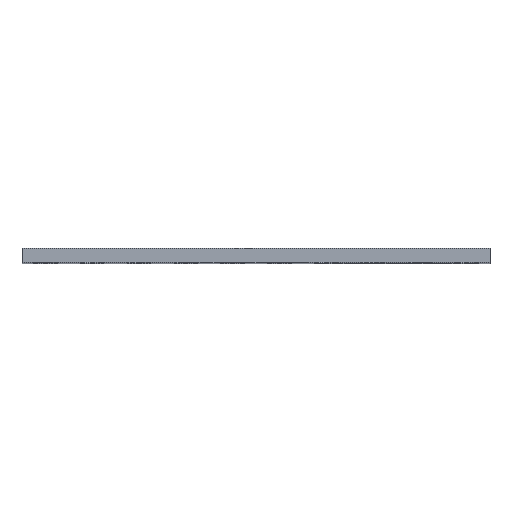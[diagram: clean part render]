
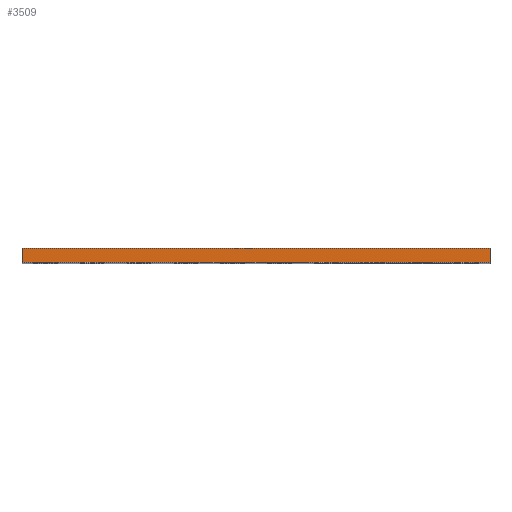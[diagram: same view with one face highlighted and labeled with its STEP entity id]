
A CAD part, top view. The second image highlights one B-rep face of the part: STEP entity #3509.
In plain terms, the highlighted planar face has unit normal (0, 0, 1).
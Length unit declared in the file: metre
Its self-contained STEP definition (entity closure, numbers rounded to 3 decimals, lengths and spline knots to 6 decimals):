
#957=ORIENTED_EDGE('',*,*,#1317,.F.);
#958=ORIENTED_EDGE('',*,*,#1686,.T.);
#959=ORIENTED_EDGE('',*,*,#1500,.T.);
#960=ORIENTED_EDGE('',*,*,#1697,.F.);
#1317=EDGE_CURVE('',#1703,#1704,#2069,.T.);
#1500=EDGE_CURVE('',#1887,#1886,#2075,.T.);
#1686=EDGE_CURVE('',#1703,#1887,#2084,.T.);
#1697=EDGE_CURVE('',#1704,#1886,#2095,.T.);
#1703=VERTEX_POINT('',#5352);
#1704=VERTEX_POINT('',#5354);
#1886=VERTEX_POINT('',#5719);
#1887=VERTEX_POINT('',#5721);
#2069=LINE('',#5353,#2101);
#2075=LINE('',#5720,#2107);
#2084=LINE('',#6089,#2116);
#2095=LINE('',#6110,#2127);
#2101=VECTOR('',#4240,1.);
#2107=VECTOR('',#4602,1.);
#2116=VECTOR('',#4971,1.);
#2127=VECTOR('',#5002,1.);
#2475=EDGE_LOOP('',(#957,#958,#959,#960));
#3153=FACE_BOUND('',#2475,.T.);
#3490=PLANE('',#4063);
#3509=ADVANCED_FACE('',(#3153),#3490,.F.);
#4063=AXIS2_PLACEMENT_3D('',#6109,#5000,#5001);
#4240=DIRECTION('',(-1.,0.,0.));
#4602=DIRECTION('',(-1.,0.,0.));
#4971=DIRECTION('',(0.,1.,0.));
#5000=DIRECTION('',(0.,0.,-1.));
#5001=DIRECTION('',(-1.,0.,0.));
#5002=DIRECTION('',(0.,1.,0.));
#5352=CARTESIAN_POINT('',(0.05,0.,0.18));
#5353=CARTESIAN_POINT('',(0.,0.,0.18));
#5354=CARTESIAN_POINT('',(-0.05,0.,0.18));
#5719=CARTESIAN_POINT('',(-0.05,0.003,0.18));
#5720=CARTESIAN_POINT('',(0.,0.003,0.18));
#5721=CARTESIAN_POINT('',(0.05,0.003,0.18));
#6089=CARTESIAN_POINT('',(0.05,-0.000002,0.18));
#6109=CARTESIAN_POINT('',(0.,-0.000002,0.18));
#6110=CARTESIAN_POINT('',(-0.05,-0.000002,0.18));
